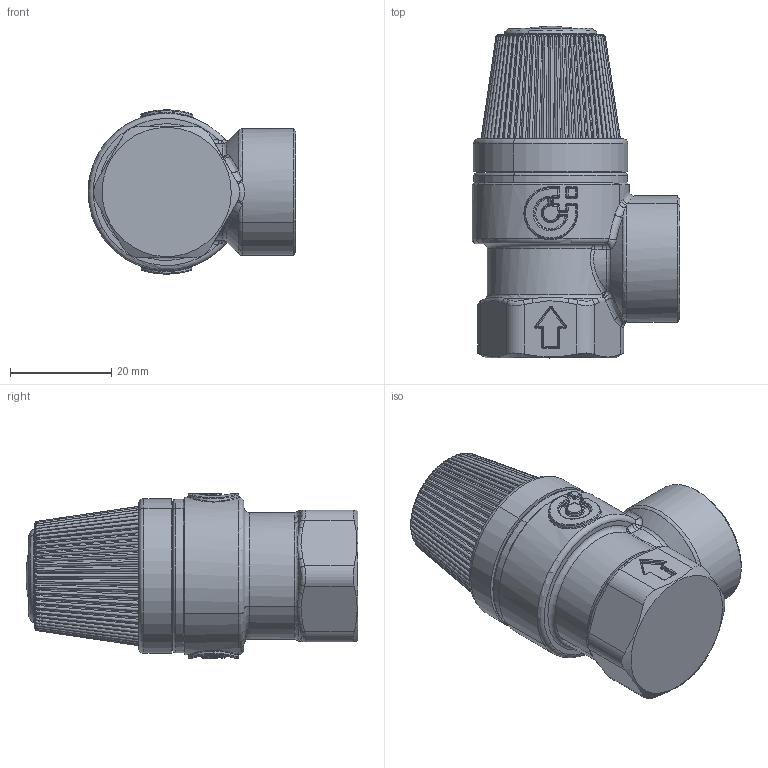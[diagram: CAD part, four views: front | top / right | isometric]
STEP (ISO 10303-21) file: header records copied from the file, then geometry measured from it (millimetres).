
FILE_DESCRIPTION(('CATIA V5 STEP Exchange','CAx-IF Rec.Pracs.--- Model Styling and Organization---1.5--- 2016-08-15','CAx-IF Rec.Pracs.---Supplemental Geometry---1.0---2011-11-01','CAx-IF Rec.Pracs.--- Composite Materials ---3.4---2017-06-13','CAx-IF Rec.Pracs.---Tessellated 3D Geometry---1.0---2015-12-17'),'2;1');
FILE_NAME('STEP_311430_-_TST.stp','2023-05-09T09:57:36+00:00',('none'),('none'),'CATIA Version 5-6 Release 2020 SP5','CATIA V5 STEP AP242 v2','none');
FILE_SCHEMA(('AP242_MANAGED_MODEL_BASED_3D_ENGINEERING_MIM_LF {1 0 10303 442 1 1 4}'));
Products named in the file (1): 311430 - TST
Bounding box: 41 x 65.5 x 32.4 mm (x, y, z)
Volume: 43201 mm3; surface area: 9338 mm2
Topology: 1 solids, 1 shells, 732 faces, 1857 edges, 1083 vertices
Faces by surface type: bspline 348, cylinder 140, torus 93, plane 73, sphere 55, cone 23
Entity records: 41168 total; most frequent: CARTESIAN_POINT 28023, ORIENTED_EDGE 3600, EDGE_CURVE 1800, B_SPLINE_CURVE_WITH_KNOTS 1248, DIRECTION 1132, VERTEX_POINT 1083, EDGE_LOOP 745, ADVANCED_FACE 732
